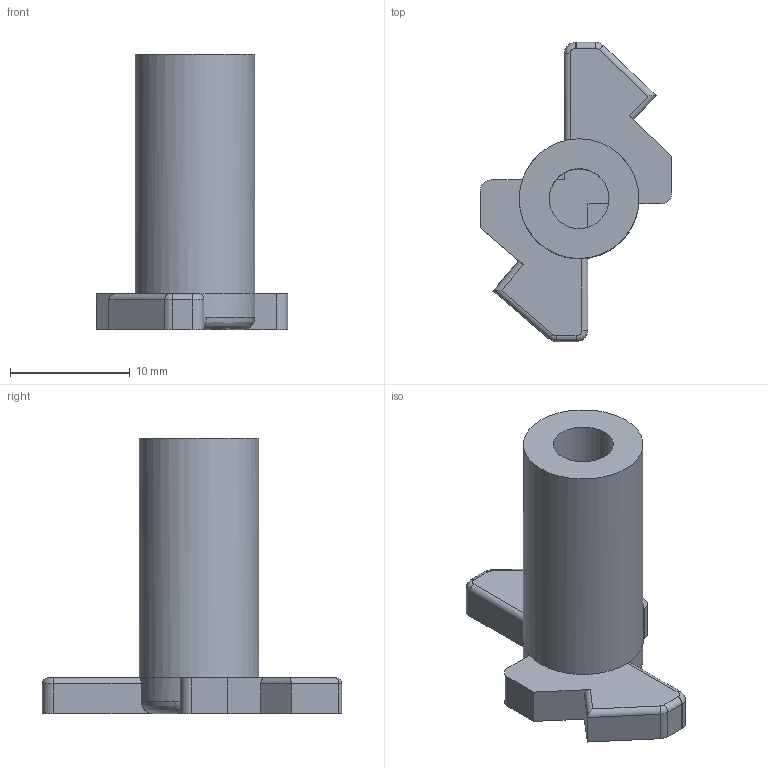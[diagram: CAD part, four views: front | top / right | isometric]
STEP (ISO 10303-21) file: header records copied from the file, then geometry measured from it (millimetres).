
FILE_DESCRIPTION(('FreeCAD Model'),'2;1');
FILE_NAME('SFP-Puller-v2-finemesh.step','2018-07-10T17:24:17',('Author'),(''), 'Open CASCADE STEP processor 7.2','FreeCAD','Unknown');
FILE_SCHEMA(('AUTOMOTIVE_DESIGN { 1 0 10303 214 1 1 1 1 }'));
Length unit declared in the file: millimetre
Products named in the file (1): Body
Bounding box: 16 x 25 x 23 mm (x, y, z)
Volume: 1802.7 mm3; surface area: 1568.6 mm2
Topology: 1 solids, 1 shells, 57 faces, 147 edges, 93 vertices
Faces by surface type: plane 27, cylinder 20, bspline 6, revolution 4
Full cylindrical faces by diameter (mm): 5 x1, 10 x1
Entity records: 4222 total; most frequent: CARTESIAN_POINT 1305, DIRECTION 535, LINE 318, VECTOR 318, ORIENTED_EDGE 294, PCURVE 294, DEFINITIONAL_REPRESENTATION 294, EDGE_CURVE 147
